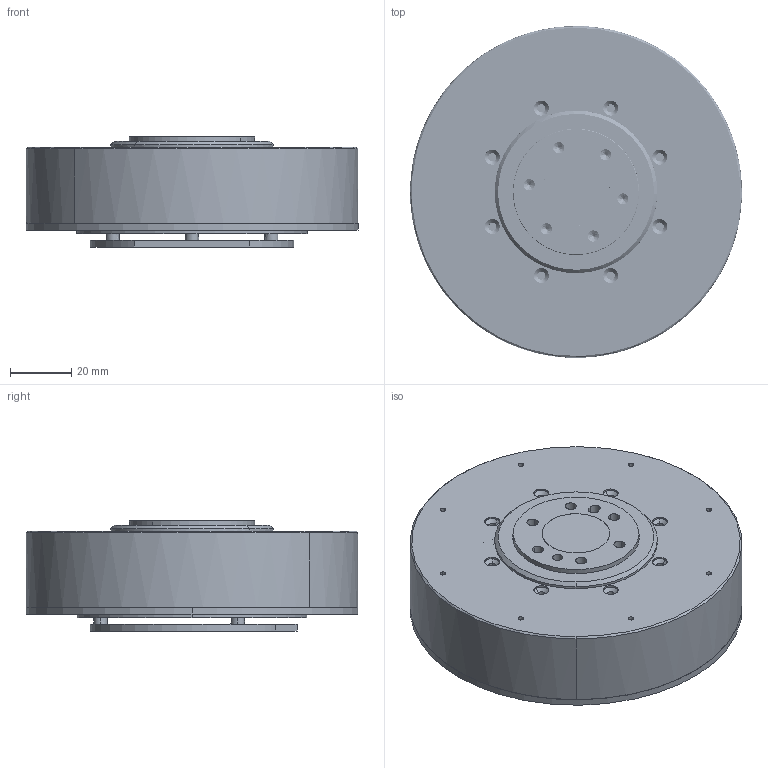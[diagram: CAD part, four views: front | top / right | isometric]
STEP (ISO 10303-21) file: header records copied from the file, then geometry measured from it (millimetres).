
FILE_DESCRIPTION(('FreeCAD Model'),'2;1');
FILE_NAME('Open CASCADE Shape Model','2025-05-07T03:42:09',('FreeCAD'),( 'FreeCAD'),'Open CASCADE STEP processor 7.6','FreeCAD','Unknown');
FILE_SCHEMA(('AUTOMOTIVE_DESIGN { 1 0 10303 214 1 1 1 1 }'));
Products named in the file (1): Open CASCADE STEP translator 7.6 1
Bounding box: 108.56 x 108.54 x 36 mm (x, y, z)
Volume: 145941.5 mm3; surface area: 168867.9 mm2
Topology: 138 solids, 138 shells, 3130 faces, 8383 edges, 5498 vertices
Faces by surface type: bspline 3130
Entity records: 96241 total; most frequent: CARTESIAN_POINT 49433, ORIENTED_EDGE 16526, EDGE_CURVE 8263, VERTEX_POINT 5478, B_SPLINE_CURVE_WITH_KNOTS 4675, FACE_BOUND 3551, EDGE_LOOP 3551, ADVANCED_FACE 3130
